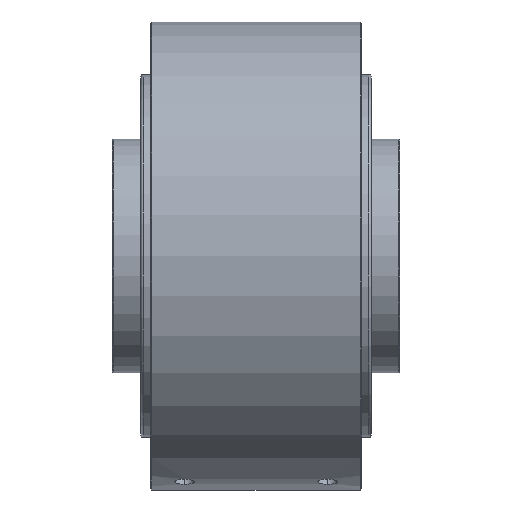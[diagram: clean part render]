
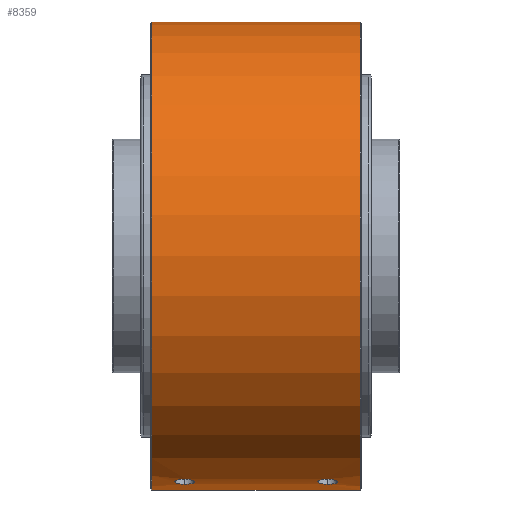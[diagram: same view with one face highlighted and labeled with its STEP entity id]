
A CAD part, top view. The second image highlights one B-rep face of the part: STEP entity #8359.
In plain terms, the highlighted cylindrical face has radius 200 mm (diameter 400 mm), a partial arc.
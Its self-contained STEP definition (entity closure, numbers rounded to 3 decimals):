
#7042=CARTESIAN_POINT('',(-89.,0.,0.));
#7043=DIRECTION('',(1.,0.,0.));
#7044=DIRECTION('',(0.,1.,0.));
#7045=AXIS2_PLACEMENT_3D('',#7042,#7043,#7044);
#7047=CARTESIAN_POINT('',(-89.,0.,0.));
#7048=DIRECTION('',(1.,0.,0.));
#7049=DIRECTION('',(0.,0.,1.));
#7050=AXIS2_PLACEMENT_3D('',#7047,#7048,#7049);
#7070=DIRECTION('',(-1.,0.,0.));
#7071=VECTOR('',#7070,178.);
#7072=CARTESIAN_POINT('',(89.,200.,0.));
#7073=LINE('',#7072,#7071);
#7268=CARTESIAN_POINT('',(89.,0.,0.));
#7269=DIRECTION('',(-1.,0.,0.));
#7270=DIRECTION('',(0.,-1.,0.));
#7271=AXIS2_PLACEMENT_3D('',#7268,#7269,#7270);
#7273=CARTESIAN_POINT('',(89.,0.,0.));
#7274=DIRECTION('',(-1.,0.,0.));
#7275=DIRECTION('',(0.,0.,1.));
#7276=AXIS2_PLACEMENT_3D('',#7273,#7274,#7275);
#7282=DIRECTION('',(-1.,0.,0.));
#7283=VECTOR('',#7282,178.);
#7284=CARTESIAN_POINT('',(89.,-200.,0.));
#7285=LINE('',#7284,#7283);
#7286=CARTESIAN_POINT('',(61.1,-190.885,59.689));
#7287=CARTESIAN_POINT('',(61.883,-190.885,59.689));
#7288=CARTESIAN_POINT('',(63.451,-190.953,59.474));
#7289=CARTESIAN_POINT('',(65.618,-191.245,58.53));
#7290=CARTESIAN_POINT('',(67.419,-191.697,57.037));
#7291=CARTESIAN_POINT('',(68.707,-192.26,55.114));
#7292=CARTESIAN_POINT('',(69.378,-192.878,52.914));
#7293=CARTESIAN_POINT('',(69.378,-193.494,50.614));
#7294=CARTESIAN_POINT('',(68.707,-194.059,48.401));
#7295=CARTESIAN_POINT('',(67.42,-194.533,46.455));
#7296=CARTESIAN_POINT('',(65.619,-194.888,44.935));
#7297=CARTESIAN_POINT('',(63.452,-195.107,43.97));
#7298=CARTESIAN_POINT('',(61.883,-195.156,43.751));
#7299=CARTESIAN_POINT('',(61.1,-195.156,43.751));
#7305=CARTESIAN_POINT('',(61.1,-195.156,43.751));
#7306=CARTESIAN_POINT('',(60.317,-195.156,43.751));
#7307=CARTESIAN_POINT('',(58.749,-195.107,43.97));
#7308=CARTESIAN_POINT('',(56.582,-194.888,44.934));
#7309=CARTESIAN_POINT('',(54.781,-194.533,46.453));
#7310=CARTESIAN_POINT('',(53.493,-194.059,48.4));
#7311=CARTESIAN_POINT('',(52.822,-193.494,50.615));
#7312=CARTESIAN_POINT('',(52.822,-192.878,52.914));
#7313=CARTESIAN_POINT('',(53.493,-192.261,55.113));
#7314=CARTESIAN_POINT('',(54.78,-191.698,57.035));
#7315=CARTESIAN_POINT('',(56.581,-191.246,58.529));
#7316=CARTESIAN_POINT('',(58.748,-190.953,59.474));
#7317=CARTESIAN_POINT('',(60.317,-190.885,59.689));
#7318=CARTESIAN_POINT('',(61.1,-190.885,59.689));
#7548=CARTESIAN_POINT('',(-61.1,-190.885,59.689));
#7549=CARTESIAN_POINT('',(-60.317,-190.885,
59.689));
#7550=CARTESIAN_POINT('',(-58.749,-190.953,
59.474));
#7551=CARTESIAN_POINT('',(-56.582,-191.245,
58.53));
#7552=CARTESIAN_POINT('',(-54.781,-191.697,
57.037));
#7553=CARTESIAN_POINT('',(-53.493,-192.26,
55.114));
#7554=CARTESIAN_POINT('',(-52.822,-192.878,
52.914));
#7555=CARTESIAN_POINT('',(-52.822,-193.494,
50.614));
#7556=CARTESIAN_POINT('',(-53.493,-194.059,
48.401));
#7557=CARTESIAN_POINT('',(-54.78,-194.533,
46.455));
#7558=CARTESIAN_POINT('',(-56.581,-194.888,
44.935));
#7559=CARTESIAN_POINT('',(-58.748,-195.107,
43.97));
#7560=CARTESIAN_POINT('',(-60.317,-195.156,
43.751));
#7561=CARTESIAN_POINT('',(-61.1,-195.156,43.751));
#7567=CARTESIAN_POINT('',(-61.1,-195.156,43.751));
#7568=CARTESIAN_POINT('',(-61.883,-195.156,
43.751));
#7569=CARTESIAN_POINT('',(-63.451,-195.107,
43.97));
#7570=CARTESIAN_POINT('',(-65.618,-194.888,
44.934));
#7571=CARTESIAN_POINT('',(-67.419,-194.533,
46.453));
#7572=CARTESIAN_POINT('',(-68.707,-194.059,
48.4));
#7573=CARTESIAN_POINT('',(-69.378,-193.494,
50.615));
#7574=CARTESIAN_POINT('',(-69.378,-192.878,
52.914));
#7575=CARTESIAN_POINT('',(-68.707,-192.261,
55.113));
#7576=CARTESIAN_POINT('',(-67.42,-191.698,
57.035));
#7577=CARTESIAN_POINT('',(-65.619,-191.246,
58.529));
#7578=CARTESIAN_POINT('',(-63.452,-190.953,
59.474));
#7579=CARTESIAN_POINT('',(-61.883,-190.885,
59.689));
#7580=CARTESIAN_POINT('',(-61.1,-190.885,59.689));
#7970=VERTEX_POINT('',#7286);
#7971=VERTEX_POINT('',#7299);
#7972=CARTESIAN_POINT('',(89.,0.,200.));
#7973=CARTESIAN_POINT('',(89.,200.,0.));
#7974=VERTEX_POINT('',#7972);
#7975=VERTEX_POINT('',#7973);
#7976=CARTESIAN_POINT('',(89.,-200.,0.));
#7977=VERTEX_POINT('',#7976);
#7978=CARTESIAN_POINT('',(-89.,-200.,0.));
#7979=VERTEX_POINT('',#7978);
#7980=CARTESIAN_POINT('',(-89.,0.,200.));
#7981=VERTEX_POINT('',#7980);
#7982=CARTESIAN_POINT('',(-89.,200.,0.));
#7983=VERTEX_POINT('',#7982);
#7984=VERTEX_POINT('',#7548);
#7985=VERTEX_POINT('',#7561);
#8334=CARTESIAN_POINT('',(-90.,0.,0.));
#8335=DIRECTION('',(1.,0.,0.));
#8336=DIRECTION('',(0.,-1.,0.));
#8337=AXIS2_PLACEMENT_3D('',#8334,#8335,#8336);
#8338=CYLINDRICAL_SURFACE('',#8337,200.);
#8339=ORIENTED_EDGE('',*,*,#8328,.F.);
#8340=ORIENTED_EDGE('',*,*,#8326,.F.);
#8341=ORIENTED_EDGE('',*,*,#8187,.T.);
#8342=ORIENTED_EDGE('',*,*,#8151,.F.);
#8343=ORIENTED_EDGE('',*,*,#8149,.F.);
#8344=ORIENTED_EDGE('',*,*,#8183,.F.);
#8345=EDGE_LOOP('',(#8339,#8340,#8341,#8342,#8343,#8344));
#8346=FACE_OUTER_BOUND('',#8345,.F.);
#8348=ORIENTED_EDGE('',*,*,#8347,.F.);
#8350=ORIENTED_EDGE('',*,*,#8349,.F.);
#8351=EDGE_LOOP('',(#8348,#8350));
#8352=FACE_BOUND('',#8351,.F.);
#8354=ORIENTED_EDGE('',*,*,#8353,.F.);
#8356=ORIENTED_EDGE('',*,*,#8355,.F.);
#8357=EDGE_LOOP('',(#8354,#8356));
#8358=FACE_BOUND('',#8357,.F.);
#7046=CIRCLE('',#7045,200.);
#7051=CIRCLE('',#7050,200.);
#7272=CIRCLE('',#7271,200.);
#7277=CIRCLE('',#7276,200.);
#7300=B_SPLINE_CURVE_WITH_KNOTS('',3,(#7286,#7287,#7288,#7289,#7290,#7291,#7292,
#7293,#7294,#7295,#7296,#7297,#7298,#7299),.UNSPECIFIED.,.F.,.F.,(4,1,1,1,1,1,1,
1,1,1,1,4),(0.,0.091,0.182,0.273,
0.364,0.455,0.545,0.636,
0.727,0.818,0.909,1.),.UNSPECIFIED.);
#7319=B_SPLINE_CURVE_WITH_KNOTS('',3,(#7305,#7306,#7307,#7308,#7309,#7310,#7311,
#7312,#7313,#7314,#7315,#7316,#7317,#7318),.UNSPECIFIED.,.F.,.F.,(4,1,1,1,1,1,1,
1,1,1,1,4),(0.,0.091,0.182,0.273,
0.364,0.455,0.545,0.636,
0.727,0.818,0.909,1.),.UNSPECIFIED.);
#7562=B_SPLINE_CURVE_WITH_KNOTS('',3,(#7548,#7549,#7550,#7551,#7552,#7553,#7554,
#7555,#7556,#7557,#7558,#7559,#7560,#7561),.UNSPECIFIED.,.F.,.F.,(4,1,1,1,1,1,1,
1,1,1,1,4),(0.,0.091,0.182,0.273,
0.364,0.455,0.545,0.636,
0.727,0.818,0.909,1.),.UNSPECIFIED.);
#7581=B_SPLINE_CURVE_WITH_KNOTS('',3,(#7567,#7568,#7569,#7570,#7571,#7572,#7573,
#7574,#7575,#7576,#7577,#7578,#7579,#7580),.UNSPECIFIED.,.F.,.F.,(4,1,1,1,1,1,1,
1,1,1,1,4),(0.,0.091,0.182,0.273,
0.364,0.455,0.545,0.636,
0.727,0.818,0.909,1.),.UNSPECIFIED.);
#8149=EDGE_CURVE('',#7983,#7981,#7046,.T.);
#8151=EDGE_CURVE('',#7981,#7979,#7051,.T.);
#8183=EDGE_CURVE('',#7975,#7983,#7073,.T.);
#8187=EDGE_CURVE('',#7977,#7979,#7285,.T.);
#8326=EDGE_CURVE('',#7977,#7974,#7272,.T.);
#8328=EDGE_CURVE('',#7974,#7975,#7277,.T.);
#8347=EDGE_CURVE('',#7970,#7971,#7300,.T.);
#8349=EDGE_CURVE('',#7971,#7970,#7319,.T.);
#8353=EDGE_CURVE('',#7984,#7985,#7562,.T.);
#8355=EDGE_CURVE('',#7985,#7984,#7581,.T.);
#8359=ADVANCED_FACE('',(#8346,#8352,#8358),#8338,.T.);
